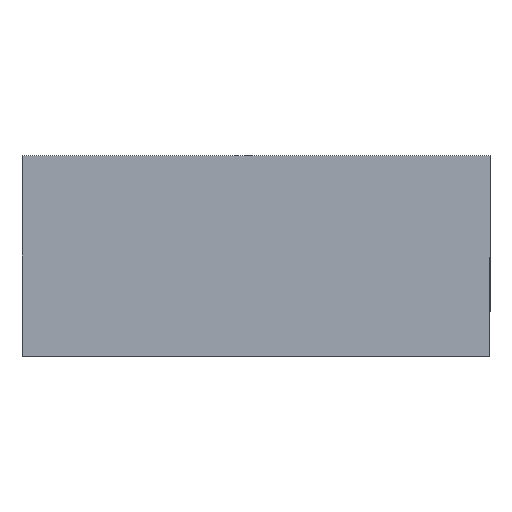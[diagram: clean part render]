
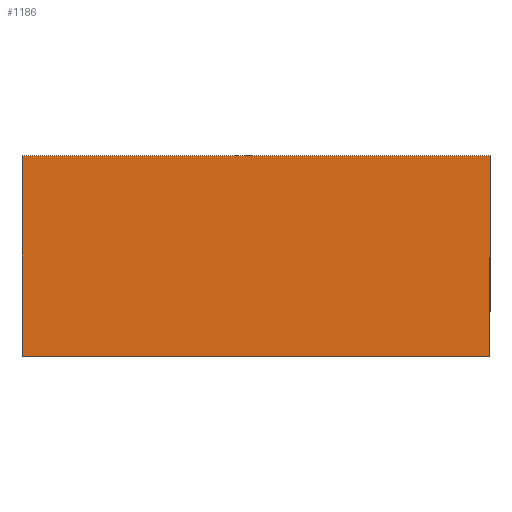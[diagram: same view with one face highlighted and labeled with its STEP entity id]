
A CAD part, front view. The second image highlights one B-rep face of the part: STEP entity #1186.
In plain terms, the highlighted planar face has unit normal (0, -1, 0).
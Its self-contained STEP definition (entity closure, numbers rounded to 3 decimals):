
#5 = ORIENTED_EDGE ( 'NONE', *, *, #1305, .F. ) ;
#23 = CARTESIAN_POINT ( 'NONE',  ( -15.75, 0., 6.75 ) ) ;
#44 = VECTOR ( 'NONE', #196, 1000. ) ;
#45 = LINE ( 'NONE', #1225, #1360 ) ;
#137 = DIRECTION ( 'NONE',  ( 0., 0., -1. ) ) ;
#141 = EDGE_LOOP ( 'NONE', ( #5, #1289, #337, #857 ) ) ;
#147 = DIRECTION ( 'NONE',  ( 0., 0., 1. ) ) ;
#196 = DIRECTION ( 'NONE',  ( -1., 0., 0. ) ) ;
#310 = LINE ( 'NONE', #1278, #678 ) ;
#335 = VERTEX_POINT ( 'NONE', #1306 ) ;
#337 = ORIENTED_EDGE ( 'NONE', *, *, #955, .F. ) ;
#376 = LINE ( 'NONE', #731, #1471 ) ;
#392 = DIRECTION ( 'NONE',  ( 1., 0., 0. ) ) ;
#524 = AXIS2_PLACEMENT_3D ( 'NONE', #1344, #999, #147 ) ;
#606 = VERTEX_POINT ( 'NONE', #1053 ) ;
#672 = EDGE_CURVE ( 'NONE', #689, #335, #45, .T. ) ;
#678 = VECTOR ( 'NONE', #1031, 1000. ) ;
#683 = CARTESIAN_POINT ( 'NONE',  ( -15.75, 0., -6.75 ) ) ;
#689 = VERTEX_POINT ( 'NONE', #23 ) ;
#731 = CARTESIAN_POINT ( 'NONE',  ( 15.75, 0., -6.75 ) ) ;
#753 = PLANE ( 'NONE',  #524 ) ;
#857 = ORIENTED_EDGE ( 'NONE', *, *, #1370, .F. ) ;
#955 = EDGE_CURVE ( 'NONE', #1404, #689, #310, .T. ) ;
#999 = DIRECTION ( 'NONE',  ( 0., 1., 0. ) ) ;
#1031 = DIRECTION ( 'NONE',  ( 0., 0., 1. ) ) ;
#1048 = LINE ( 'NONE', #1075, #44 ) ;
#1053 = CARTESIAN_POINT ( 'NONE',  ( 15.75, 0., -6.75 ) ) ;
#1075 = CARTESIAN_POINT ( 'NONE',  ( -15.75, 0., -6.75 ) ) ;
#1186 = ADVANCED_FACE ( 'NONE', ( #1252 ), #753, .F. ) ;
#1225 = CARTESIAN_POINT ( 'NONE',  ( -15.75, 0., 6.75 ) ) ;
#1252 = FACE_OUTER_BOUND ( 'NONE', #141, .T. ) ;
#1278 = CARTESIAN_POINT ( 'NONE',  ( -15.75, 0., -6.75 ) ) ;
#1289 = ORIENTED_EDGE ( 'NONE', *, *, #672, .F. ) ;
#1305 = EDGE_CURVE ( 'NONE', #335, #606, #376, .T. ) ;
#1306 = CARTESIAN_POINT ( 'NONE',  ( 15.75, 0., 6.75 ) ) ;
#1344 = CARTESIAN_POINT ( 'NONE',  ( 0., 0., 0. ) ) ;
#1360 = VECTOR ( 'NONE', #392, 1000. ) ;
#1370 = EDGE_CURVE ( 'NONE', #606, #1404, #1048, .T. ) ;
#1404 = VERTEX_POINT ( 'NONE', #683 ) ;
#1471 = VECTOR ( 'NONE', #137, 1000. ) ;
